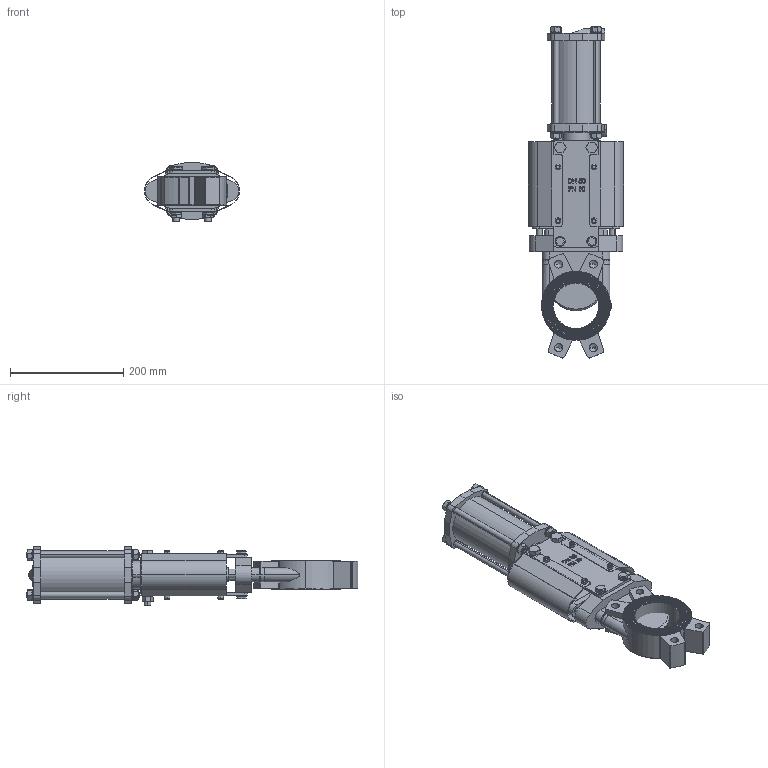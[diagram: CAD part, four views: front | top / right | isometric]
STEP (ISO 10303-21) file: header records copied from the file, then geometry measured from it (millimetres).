
FILE_DESCRIPTION (( 'STEP AP214' ), '1' );
FILE_NAME ('FB700-Plattenschieber-Stoffschieber-DN80-PN10-Doppeltwirkend-Pneumatischer-Antrieb-Fergo.STEP', '2022-09-26T09:24:09', ( '' ), ( '' ), 'SwSTEP 2.0', 'SolidWorks 2022', '' );
FILE_SCHEMA (( 'AUTOMOTIVE_DESIGN' ));
Length unit declared in the file: millimetre
Products named in the file (1): FB700-Plattenschieber-Stoffschieber-DN80-PN10-Doppeltwirkend-Pneumatischer-Antrieb-Fergo
Bounding box: 168 x 586.83 x 104 mm (x, y, z)
Volume: 2126898.5 mm3; surface area: 592700 mm2
Topology: 78 solids, 78 shells, 1881 faces, 4570 edges, 2905 vertices
Faces by surface type: plane 708, cylinder 641, cone 278, bspline 185, torus 69
Entity records: 94466 total; most frequent: CARTESIAN_POINT 45629, ORIENTED_EDGE 9084, DIRECTION 8012, EDGE_CURVE 4542, AXIS2_PLACEMENT_3D 2960, VERTEX_POINT 2905, EDGE_LOOP 2127, LINE 2092
